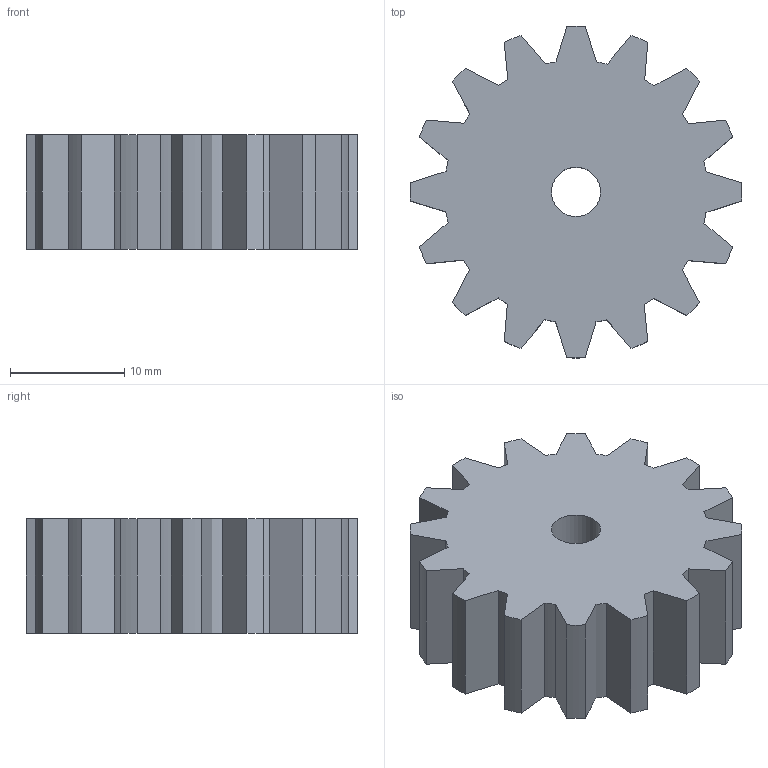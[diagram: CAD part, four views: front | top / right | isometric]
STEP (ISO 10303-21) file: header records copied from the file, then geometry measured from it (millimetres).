
FILE_DESCRIPTION(/* description */ (''),/* implementation_level */ '2;1');
FILE_NAME(/* name */ 'Gear 3.stp',/* time_stamp */ '2023-08-09T18:07:06+05:00',/* author */ ('ahmed'),/* organization */ (''),/* preprocessor_version */ 'ST-DEVELOPER v17',/* originating_system */ 'Autodesk Inventor 2019',/* authorisation */ '');
FILE_SCHEMA (('AUTOMOTIVE_DESIGN { 1 0 10303 214 3 1 1 }'));
Length unit declared in the file: millimetre
Products named in the file (1): g
Bounding box: 29 x 29 x 10 mm (x, y, z)
Volume: 5240.4 mm3; surface area: 2637.9 mm2
Topology: 1 solids, 1 shells, 67 faces, 195 edges, 130 vertices
Faces by surface type: plane 34, cylinder 33
Full cylindrical faces by diameter (mm): 4.3 x1
Entity records: 2278 total; most frequent: DIRECTION 397, CARTESIAN_POINT 393, ORIENTED_EDGE 390, EDGE_CURVE 195, AXIS2_PLACEMENT_3D 134, VERTEX_POINT 130, LINE 129, VECTOR 129
